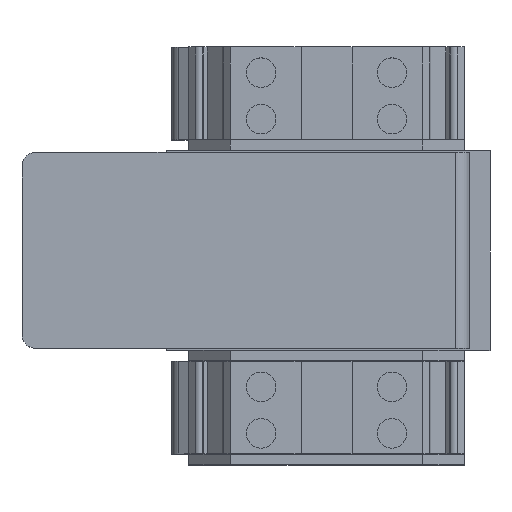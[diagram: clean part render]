
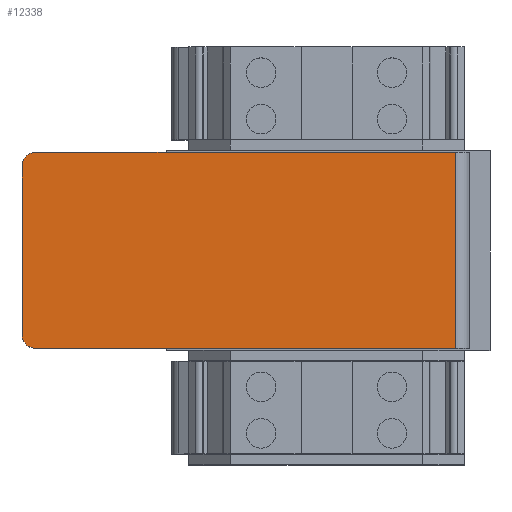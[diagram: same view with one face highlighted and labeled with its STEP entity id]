
A CAD part, top view. The second image highlights one B-rep face of the part: STEP entity #12338.
In plain terms, the highlighted planar face has unit normal (0, 0, 1).
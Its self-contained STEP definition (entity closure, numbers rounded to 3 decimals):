
#328=CIRCLE('',#13002,2.);
#329=CIRCLE('',#13004,2.);
#2624=ORIENTED_EDGE('',*,*,#4080,.T.);
#2625=ORIENTED_EDGE('',*,*,#4084,.T.);
#2626=ORIENTED_EDGE('',*,*,#4085,.T.);
#2627=ORIENTED_EDGE('',*,*,#4086,.F.);
#2628=ORIENTED_EDGE('',*,*,#4087,.F.);
#2629=ORIENTED_EDGE('',*,*,#4088,.T.);
#4080=EDGE_CURVE('',#4996,#4995,#6035,.T.);
#4084=EDGE_CURVE('',#4995,#4998,#328,.F.);
#4085=EDGE_CURVE('',#4998,#4999,#6038,.T.);
#4086=EDGE_CURVE('',#5000,#4999,#6039,.T.);
#4087=EDGE_CURVE('',#5001,#5000,#6040,.T.);
#4088=EDGE_CURVE('',#5001,#4996,#329,.F.);
#4995=VERTEX_POINT('',#17934);
#4996=VERTEX_POINT('',#17936);
#4998=VERTEX_POINT('',#17942);
#4999=VERTEX_POINT('',#17946);
#5000=VERTEX_POINT('',#17948);
#5001=VERTEX_POINT('',#17950);
#6035=LINE('',#17935,#7097);
#6038=LINE('',#17945,#7100);
#6039=LINE('',#17947,#7101);
#6040=LINE('',#17949,#7102);
#7097=VECTOR('',#15240,1000.);
#7100=VECTOR('',#15251,1000.);
#7101=VECTOR('',#15252,1000.);
#7102=VECTOR('',#15253,1000.);
#7664=EDGE_LOOP('',(#2624,#2625,#2626,#2627,#2628,#2629));
#8200=FACE_BOUND('',#7664,.T.);
#8579=PLANE('',#13003);
#12338=ADVANCED_FACE('',(#8200),#8579,.F.);
#13002=AXIS2_PLACEMENT_3D('',#17943,#15247,#15248);
#13003=AXIS2_PLACEMENT_3D('',#17944,#15249,#15250);
#13004=AXIS2_PLACEMENT_3D('',#17951,#15254,#15255);
#15240=DIRECTION('',(0.,-1.,0.));
#15247=DIRECTION('',(0.,0.,-1.));
#15248=DIRECTION('',(-1.,0.,0.));
#15249=DIRECTION('',(0.,0.,-1.));
#15250=DIRECTION('',(-1.,0.,0.));
#15251=DIRECTION('',(1.,0.,0.));
#15252=DIRECTION('',(0.,-1.,0.));
#15253=DIRECTION('',(1.,0.,0.));
#15254=DIRECTION('',(0.,0.,-1.));
#15255=DIRECTION('',(-1.,0.,0.));
#17934=CARTESIAN_POINT('',(-44.252,-24.935,-60.07));
#17935=CARTESIAN_POINT('',(-44.252,1.565,-60.07));
#17936=CARTESIAN_POINT('',(-44.252,-0.435,-60.07));
#17942=CARTESIAN_POINT('',(-42.252,-26.935,-60.07));
#17943=CARTESIAN_POINT('',(-42.252,-24.935,-60.07));
#17944=CARTESIAN_POINT('',(18.748,1.565,-60.07));
#17945=CARTESIAN_POINT('',(18.748,-26.935,-60.07));
#17946=CARTESIAN_POINT('',(18.748,-26.935,-60.07));
#17947=CARTESIAN_POINT('',(18.748,1.565,-60.07));
#17948=CARTESIAN_POINT('',(18.748,1.565,-60.07));
#17949=CARTESIAN_POINT('',(18.748,1.565,-60.07));
#17950=CARTESIAN_POINT('',(-42.252,1.565,-60.07));
#17951=CARTESIAN_POINT('',(-42.252,-0.435,-60.07));
